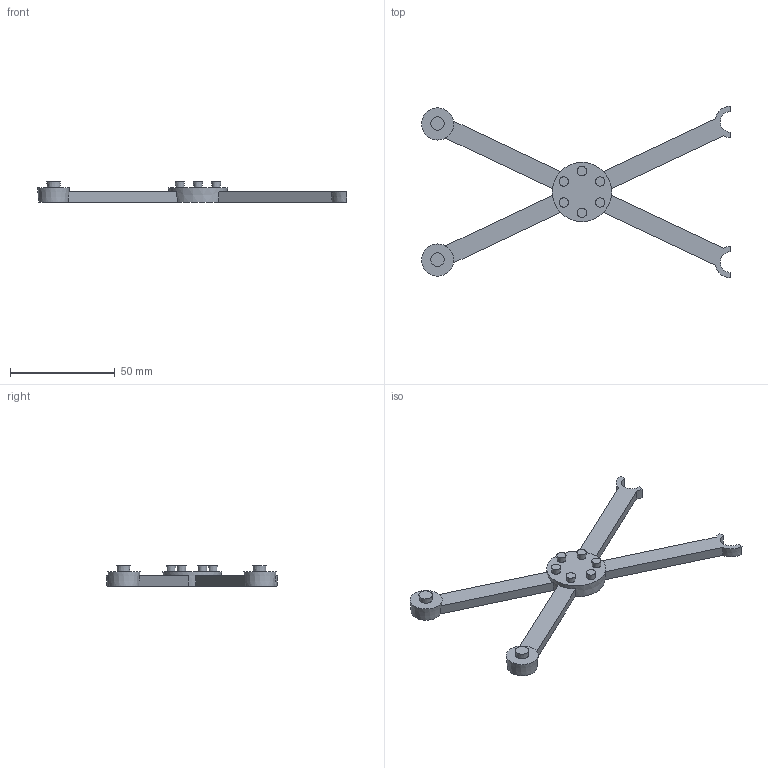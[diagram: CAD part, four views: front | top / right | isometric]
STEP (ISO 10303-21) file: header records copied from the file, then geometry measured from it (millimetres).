
FILE_DESCRIPTION(/* description */ ('','CAx-IF Rec.Pracs.---Representation and Presentation of Product Manufacturing Information (PMI)---4.0---2014-10-13'),/* implementation_level */ '2;1');
FILE_NAME(/* name */ 'keyboard-2-plate v20 - Support LHS.step',/* time_stamp */ '2025-01-19T17:47:47Z',/* author */ (''),/* organization */ (''),/* preprocessor_version */ 'ST-DEVELOPER v20',/* originating_system */ 'Autodesk Translation Framework v13.20.0.188',/* authorisation */ '');
FILE_SCHEMA (('AP242_MANAGED_MODEL_BASED_3D_ENGINEERING_MIM_LF { 1 0 10303 442 1 1 4 }'));
Length unit declared in the file: millimetre
Products named in the file (5): keyboard-2-plate; Base; Base-Feet; Supports; Support Center Screw
Assembly tree (4 placements, depth 5):
  keyboard-2-plate
    Base
      Base-Feet
        Supports
          Support Center Screw
Bounding box: 147.58 x 81.99 x 9.75 mm (x, y, z)
Volume: 17271.8 mm3; surface area: 10025.6 mm2
Topology: 1 solids, 1 shells, 45 faces, 105 edges, 70 vertices
Faces by surface type: plane 28, cone 15, cylinder 2
Entity records: 1402 total; most frequent: CARTESIAN_POINT 261, DIRECTION 243, ORIENTED_EDGE 210, EDGE_CURVE 105, AXIS2_PLACEMENT_3D 100, VERTEX_POINT 70, EDGE_LOOP 53, CIRCLE 46
